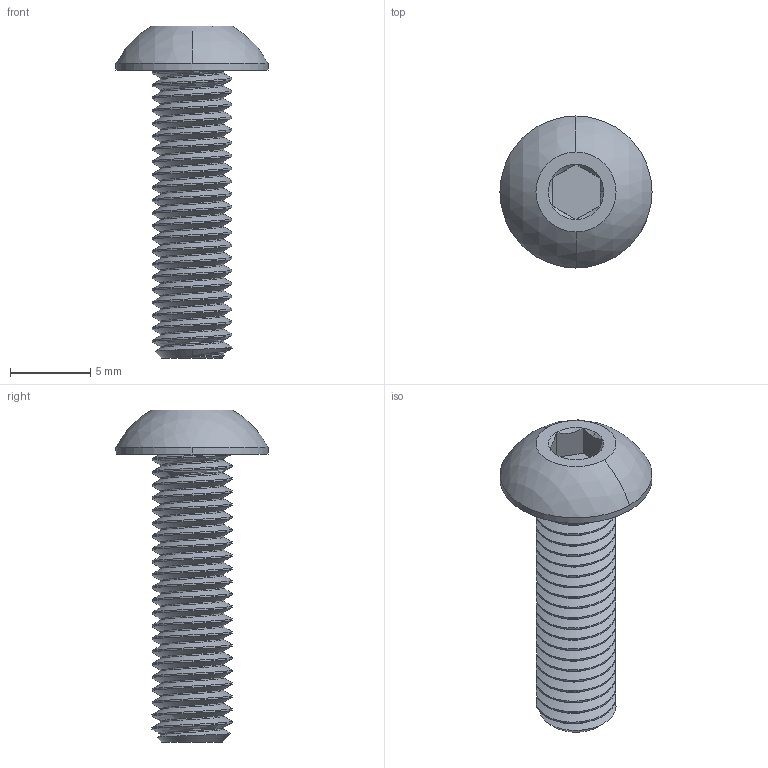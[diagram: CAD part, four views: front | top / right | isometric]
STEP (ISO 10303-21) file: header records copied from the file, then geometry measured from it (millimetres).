
FILE_DESCRIPTION (( 'STEP AP203' ), '1' );
FILE_NAME ('92095A481.step', '2014-02-26T20:01:25', ( '' ), ( '' ), 'SwSTEP 2.0', 'SolidWorks 2012', '' );
FILE_SCHEMA (( 'CONFIG_CONTROL_DESIGN' ));
Length unit declared in the file: millimetre
Products named in the file (1): 92095A481
Bounding box: 9.5 x 9.5 x 20.75 mm (x, y, z)
Volume: 411.2 mm3; surface area: 636.4 mm2
Topology: 1 solids, 1 shells, 71 faces, 189 edges, 122 vertices
Faces by surface type: cylinder 46, cone 10, plane 10, bspline 3, sphere 2
Entity records: 5775 total; most frequent: CARTESIAN_POINT 4229, ORIENTED_EDGE 378, DIRECTION 241, EDGE_CURVE 189, VERTEX_POINT 122, AXIS2_PLACEMENT_3D 90, EDGE_LOOP 73, FACE_OUTER_BOUND 71
